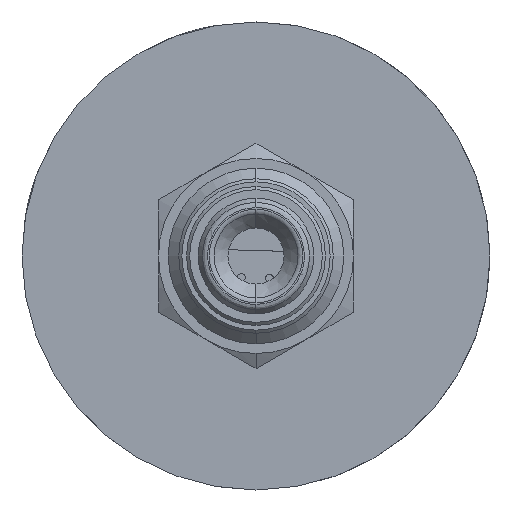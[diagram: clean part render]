
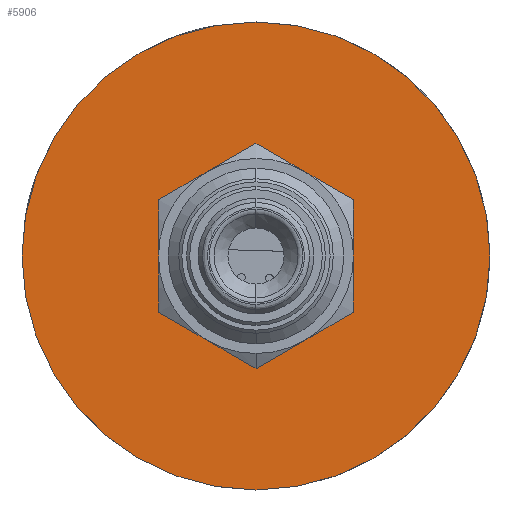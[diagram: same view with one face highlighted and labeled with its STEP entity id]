
A CAD part, front view. The second image highlights one B-rep face of the part: STEP entity #5906.
In plain terms, the highlighted planar face has unit normal (0, -1, 0).
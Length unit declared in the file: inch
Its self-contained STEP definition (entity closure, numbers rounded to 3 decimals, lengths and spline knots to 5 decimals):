
#118 = DIRECTION ( 'NONE',  ( 0., -1., 0. ) ) ;
#344 = CIRCLE ( 'NONE', #6247, 0.125 ) ;
#571 = CIRCLE ( 'NONE', #1550, 0.75 ) ;
#619 = ORIENTED_EDGE ( 'NONE', *, *, #6024, .T. ) ;
#892 = CARTESIAN_POINT ( 'NONE',  ( 0., 1.21366, -0.375 ) ) ;
#936 = DIRECTION ( 'NONE',  ( 0., 1., 0. ) ) ;
#1034 = ORIENTED_EDGE ( 'NONE', *, *, #7154, .F. ) ;
#1197 = PLANE ( 'NONE',  #7331 ) ;
#1544 = CIRCLE ( 'NONE', #3392, 0.75 ) ;
#1550 = AXIS2_PLACEMENT_3D ( 'NONE', #5676, #936, #6211 ) ;
#1629 = CARTESIAN_POINT ( 'NONE',  ( 0., 1.21366, -0.375 ) ) ;
#1700 = FACE_OUTER_BOUND ( 'NONE', #2739, .T. ) ;
#2739 = EDGE_LOOP ( 'NONE', ( #6848, #1034 ) ) ;
#2915 = DIRECTION ( 'NONE',  ( 0., 0., -1. ) ) ;
#3155 = DIRECTION ( 'NONE',  ( 0., 0., -1. ) ) ;
#3231 = DIRECTION ( 'NONE',  ( 0., 1., 0. ) ) ;
#3392 = AXIS2_PLACEMENT_3D ( 'NONE', #1629, #5837, #2915 ) ;
#3429 = DIRECTION ( 'NONE',  ( 0., 1., 0. ) ) ;
#3446 = EDGE_CURVE ( 'NONE', #6898, #7583, #4524, .T. ) ;
#3618 = CARTESIAN_POINT ( 'NONE',  ( 0., 1.21366, -0.5 ) ) ;
#3633 = EDGE_CURVE ( 'NONE', #5383, #5101, #571, .T. ) ;
#3980 = CARTESIAN_POINT ( 'NONE',  ( 0., 1.21366, -0.375 ) ) ;
#4169 = DIRECTION ( 'NONE',  ( 0., 0., -1. ) ) ;
#4524 = CIRCLE ( 'NONE', #5742, 0.125 ) ;
#5101 = VERTEX_POINT ( 'NONE', #6276 ) ;
#5366 = CARTESIAN_POINT ( 'NONE',  ( 0., 1.21366, -0.25 ) ) ;
#5383 = VERTEX_POINT ( 'NONE', #5581 ) ;
#5417 = CARTESIAN_POINT ( 'NONE',  ( 0., 1.21366, -0.375 ) ) ;
#5581 = CARTESIAN_POINT ( 'NONE',  ( 0., 1.21366, -1.125 ) ) ;
#5590 = DIRECTION ( 'NONE',  ( 0., 0., -1. ) ) ;
#5676 = CARTESIAN_POINT ( 'NONE',  ( 0., 1.21366, -0.375 ) ) ;
#5742 = AXIS2_PLACEMENT_3D ( 'NONE', #3980, #3429, #4169 ) ;
#5837 = DIRECTION ( 'NONE',  ( 0., 1., 0. ) ) ;
#5906 = ADVANCED_FACE ( 'NONE', ( #6992, #1700 ), #1197, .T. ) ;
#6024 = EDGE_CURVE ( 'NONE', #7583, #6898, #344, .T. ) ;
#6211 = DIRECTION ( 'NONE',  ( 0., 0., -1. ) ) ;
#6247 = AXIS2_PLACEMENT_3D ( 'NONE', #892, #3231, #5590 ) ;
#6276 = CARTESIAN_POINT ( 'NONE',  ( 0., 1.21366, 0.375 ) ) ;
#6848 = ORIENTED_EDGE ( 'NONE', *, *, #3633, .F. ) ;
#6898 = VERTEX_POINT ( 'NONE', #3618 ) ;
#6982 = EDGE_LOOP ( 'NONE', ( #619, #7195 ) ) ;
#6992 = FACE_BOUND ( 'NONE', #6982, .T. ) ;
#7154 = EDGE_CURVE ( 'NONE', #5101, #5383, #1544, .T. ) ;
#7195 = ORIENTED_EDGE ( 'NONE', *, *, #3446, .T. ) ;
#7331 = AXIS2_PLACEMENT_3D ( 'NONE', #5417, #118, #3155 ) ;
#7583 = VERTEX_POINT ( 'NONE', #5366 ) ;
